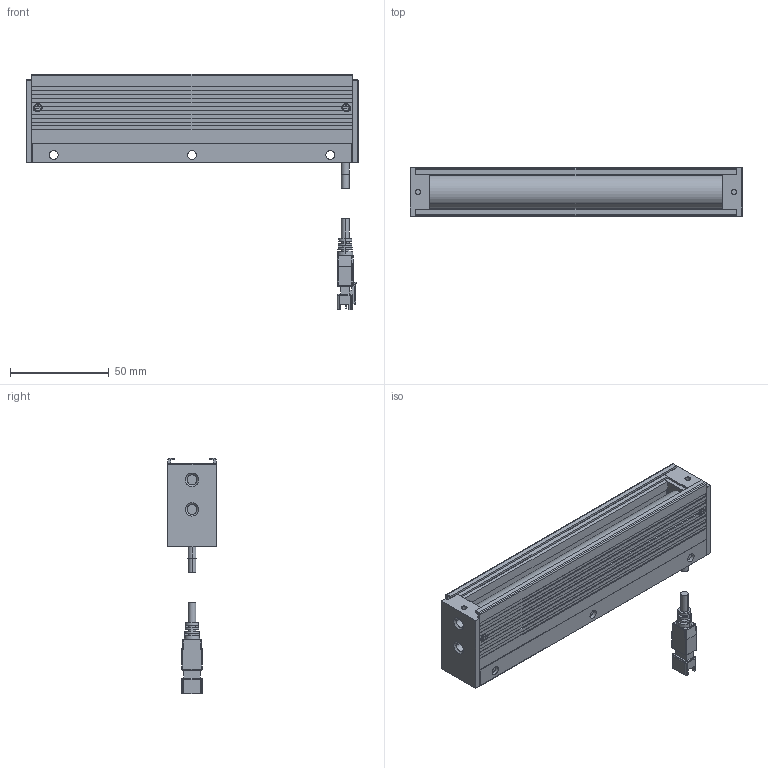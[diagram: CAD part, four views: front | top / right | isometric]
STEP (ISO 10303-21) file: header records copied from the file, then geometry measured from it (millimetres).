
FILE_DESCRIPTION(('STEP AP214'),'1');
FILE_NAME('LV-XLSD150W-24V.stp','2022-12-19T06:32:39',(' '),(' '),'Spatial InterOp 3D',' ',' ');
FILE_SCHEMA(('AUTOMOTIVE_DESIGN { 1 0 10303 214 1 1 1 1 }'));
Length unit declared in the file: metre
Products named in the file (3): LV-XLSD150W-24V; Component1; Component2
Assembly tree (2 placements, depth 2):
  LV-XLSD150W-24V
    Component1
    Component2
Bounding box: 168 x 24.5 x 119.42 mm (x, y, z)
Volume: 134109.7 mm3; surface area: 61939.1 mm2
Topology: 2 solids, 2 shells, 935 faces, 2581 edges, 1650 vertices
Faces by surface type: plane 640, cylinder 257, cone 22, sphere 8, torus 4, bspline 4
Entity records: 30666 total; most frequent: CARTESIAN_POINT 6287, ORIENTED_EDGE 5146, DIRECTION 5035, EDGE_CURVE 2573, LINE 1919, VECTOR 1919, VERTEX_POINT 1650, AXIS2_PLACEMENT_3D 1558
